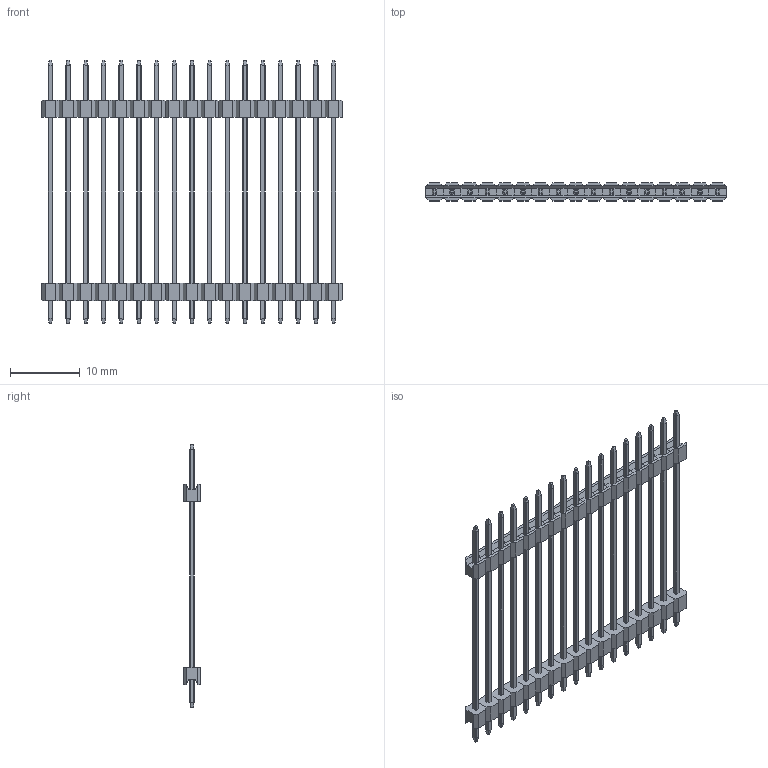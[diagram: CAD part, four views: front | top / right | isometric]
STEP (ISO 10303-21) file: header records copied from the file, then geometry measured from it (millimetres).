
FILE_DESCRIPTION(/* description */ (''),/* implementation_level */ '2;1');
FILE_NAME(/* name */ '17x Male Pim Header 37.80mm Pitch 2.54mm.stp',/* time_stamp */ '2019-10-22T08:17:12+02:00',/* author */ ('PCB-Tech'),/* organization */ (''),/* preprocessor_version */ 'ST-DEVELOPER v18',/* originating_system */ 'Autodesk Inventor 2020',/* authorisation */ '');
FILE_SCHEMA (('AUTOMOTIVE_DESIGN { 1 0 10303 214 3 1 1 }'));
Length unit declared in the file: millimetre
Products named in the file (3): 17x Male Pim Header 37.80mm Pitch 2.54mm; Male Pin 37.80mm; Insulator
Assembly tree (51 placements, depth 2):
  17x Male Pim Header 37.80mm Pitch 2.54mm
    Male Pin 37.80mm  x17
    Insulator  x34
Bounding box: 43.18 x 2.54 x 37.8 mm (x, y, z)
Volume: 650.2 mm3; surface area: 2857.5 mm2
Topology: 51 solids, 51 shells, 1462 faces, 3672 edges, 2312 vertices
Faces by surface type: plane 1462
Entity records: 2318 total; most frequent: DIRECTION 392, CARTESIAN_POINT 370, ORIENTED_EDGE 312, LINE 156, VECTOR 156, EDGE_CURVE 156, AXIS2_PLACEMENT_3D 118, VERTEX_POINT 96
